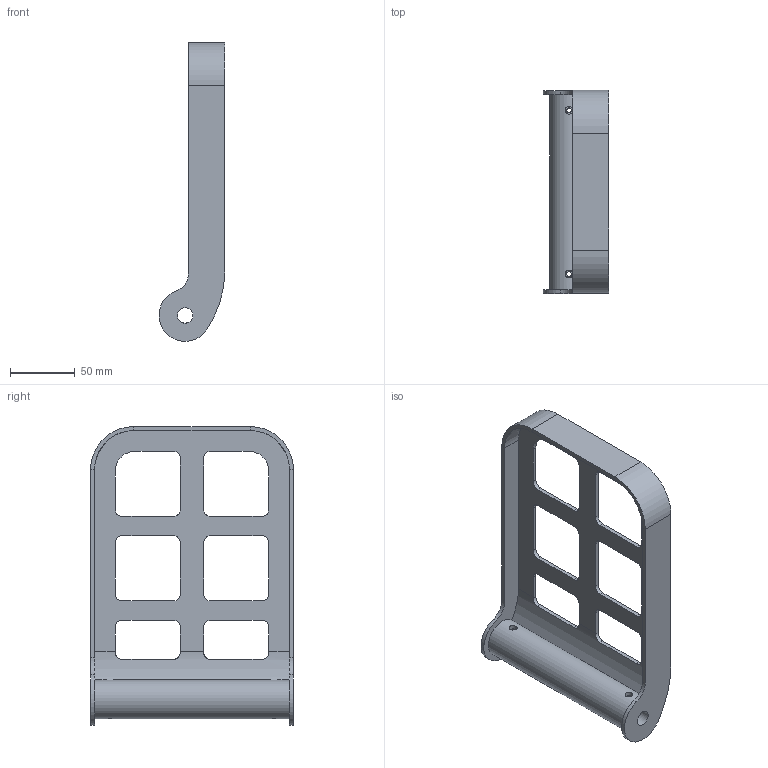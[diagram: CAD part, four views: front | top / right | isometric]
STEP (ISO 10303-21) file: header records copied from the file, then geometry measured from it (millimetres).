
FILE_DESCRIPTION(/* description */ ('Unknown'),/* implementation_level */ '2;1');
FILE_NAME(/* name */ 'Pedal_v0_1',/* time_stamp */ '2015-08-06T15:46:33+08:00',/* author */ ('Unknown'),/* organization */ ('Unknown'),/* preprocessor_version */ 'ST-DEVELOPER v16',/* originating_system */ 'DEX',/* authorisation */ $);
FILE_SCHEMA (('AUTOMOTIVE_DESIGN {1 0 10303 214 3 1 1}'));
Length unit declared in the file: millimetre
Products named in the file (1): Pedal_v0_1
Bounding box: 50.65 x 156 x 229.84 mm (x, y, z)
Volume: 188845 mm3; surface area: 91047.8 mm2
Topology: 1 solids, 1 shells, 95 faces, 278 edges, 183 vertices
Faces by surface type: plane 43, cylinder 42, bspline 10
Full cylindrical faces by diameter (mm): 3.6 x4, 6 x4, 12 x1
Entity records: 5154 total; most frequent: CARTESIAN_POINT 2706, ORIENTED_EDGE 508, DIRECTION 474, EDGE_CURVE 254, VERTEX_POINT 170, AXIS2_PLACEMENT_3D 162, LINE 150, VECTOR 150
